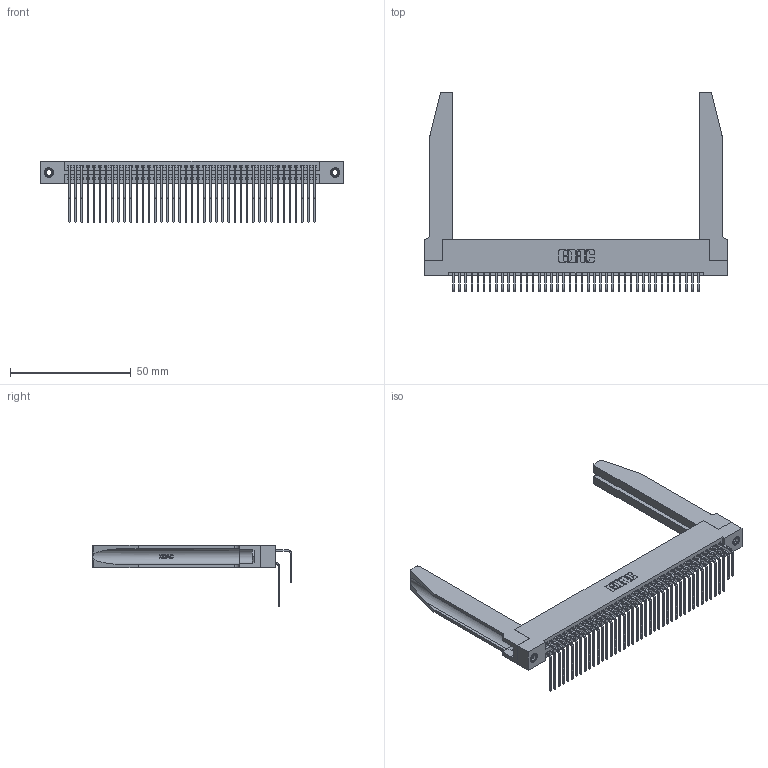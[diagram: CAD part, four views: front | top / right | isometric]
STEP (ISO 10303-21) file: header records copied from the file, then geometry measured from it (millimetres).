
FILE_DESCRIPTION (( 'STEP AP203' ), '1' );
FILE_NAME ('345-082-558-278.STEP', '2019-11-01T02:22:53', ( '' ), ( '' ), 'SwSTEP 2.0', 'SolidWorks 2016', '' );
FILE_SCHEMA (( 'CONFIG_CONTROL_DESIGN' ));
Length unit declared in the file: inch
Products named in the file (6): 345-082-558-278; 345-250-001_345-250-001-102; 345 Part_Flush Mounting Lugs - 0.156 Dia-TH; 345-292-001_558 559 Tail - 1; 345-220-078_345-220-078; 345-292-001_558 Tail - 2
Assembly tree (87 placements, depth 2):
  345-082-558-278
    345 Part_Flush Mounting Lugs - 0.156 Dia-TH
    345-292-001_558 559 Tail - 1  x41
    345-292-001_558 Tail - 2  x41
    345-250-001_345-250-001-102  x2
    345-220-078_345-220-078  x2
Bounding box: 125.37 x 82.79 x 25.53 mm (x, y, z)
Volume: 20413.2 mm3; surface area: 27731.6 mm2
Topology: 87 solids, 87 shells, 4624 faces, 13659 edges, 8986 vertices
Faces by surface type: plane 3092, cylinder 1480, bspline 36, cone 12, torus 4
Entity records: 38696 total; most frequent: CARTESIAN_POINT 7450, ORIENTED_EDGE 6230, DIRECTION 5537, EDGE_CURVE 3115, VECTOR 2685, LINE 2685, VERTEX_POINT 2068, AXIS2_PLACEMENT_3D 1426
